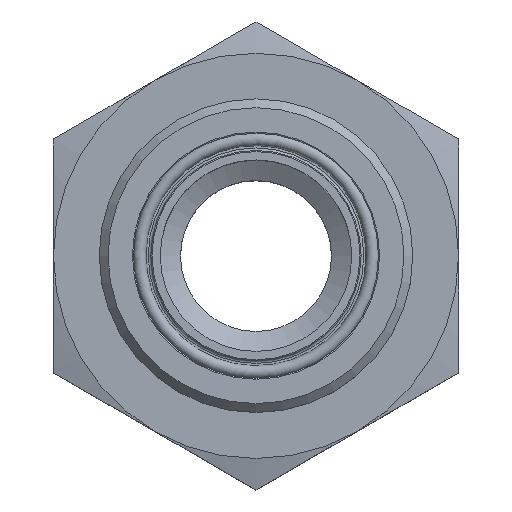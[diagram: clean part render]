
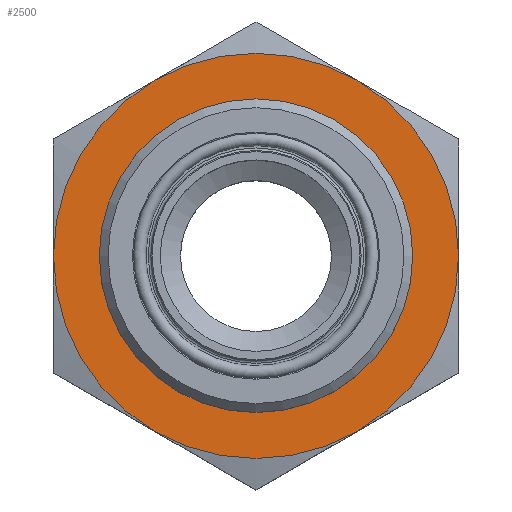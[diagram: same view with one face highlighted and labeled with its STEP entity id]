
A CAD part, top view. The second image highlights one B-rep face of the part: STEP entity #2500.
In plain terms, the highlighted planar face has unit normal (0, 0, 1).
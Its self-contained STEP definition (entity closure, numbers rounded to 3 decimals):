
#1114=CARTESIAN_POINT('',(-27.5,0.,34.0));
#1115=VERTEX_POINT('',#1114);
#1129=CARTESIAN_POINT('',(-13.75,-23.816,34.0));
#1130=VERTEX_POINT('',#1129);
#1144=CARTESIAN_POINT('',(0.,0.,34.0));
#1145=DIRECTION('',(0.0,0.0,1.0));
#1146=DIRECTION('',(-1.0,0.0,0.0));
#1147=AXIS2_PLACEMENT_3D('',#1144,#1145,#1146);
#1148=CIRCLE('',#1147,27.5);
#1149=EDGE_CURVE('',#1115,#1130,#1148,.T.);
#1161=CARTESIAN_POINT('',(-13.75,23.816,34.0));
#1162=VERTEX_POINT('',#1161);
#1189=CARTESIAN_POINT('',(0.,0.,34.0));
#1190=DIRECTION('',(0.0,0.0,1.0));
#1191=DIRECTION('',(-1.0,0.0,0.0));
#1192=AXIS2_PLACEMENT_3D('',#1189,#1190,#1191);
#1193=CIRCLE('',#1192,27.5);
#1194=EDGE_CURVE('',#1162,#1115,#1193,.T.);
#1206=CARTESIAN_POINT('',(13.75,23.816,34.0));
#1207=VERTEX_POINT('',#1206);
#1234=CARTESIAN_POINT('',(0.,0.,34.0));
#1235=DIRECTION('',(0.0,0.0,1.0));
#1236=DIRECTION('',(-1.0,0.0,0.0));
#1237=AXIS2_PLACEMENT_3D('',#1234,#1235,#1236);
#1238=CIRCLE('',#1237,27.5);
#1239=EDGE_CURVE('',#1207,#1162,#1238,.T.);
#1264=CARTESIAN_POINT('',(27.5,0.,34.0));
#1265=VERTEX_POINT('',#1264);
#1266=CARTESIAN_POINT('',(0.,0.,34.0));
#1267=DIRECTION('',(0.0,0.0,1.0));
#1268=DIRECTION('',(-1.0,0.0,0.0));
#1269=AXIS2_PLACEMENT_3D('',#1266,#1267,#1268);
#1270=CIRCLE('',#1269,27.5);
#1271=EDGE_CURVE('',#1265,#1207,#1270,.T.);
#1309=CARTESIAN_POINT('',(13.75,-23.816,34.0));
#1310=VERTEX_POINT('',#1309);
#1311=CARTESIAN_POINT('',(0.,0.,34.0));
#1312=DIRECTION('',(0.0,0.0,1.0));
#1313=DIRECTION('',(-1.0,0.0,0.0));
#1314=AXIS2_PLACEMENT_3D('',#1311,#1312,#1313);
#1315=CIRCLE('',#1314,27.5);
#1316=EDGE_CURVE('',#1310,#1265,#1315,.T.);
#1354=CARTESIAN_POINT('',(0.,0.,34.0));
#1355=DIRECTION('',(0.0,0.0,1.0));
#1356=DIRECTION('',(-1.0,0.0,0.0));
#1357=AXIS2_PLACEMENT_3D('',#1354,#1355,#1356);
#1358=CIRCLE('',#1357,27.5);
#1359=EDGE_CURVE('',#1130,#1310,#1358,.T.);
#2469=CARTESIAN_POINT('',(0.,21.075,34.0));
#2470=VERTEX_POINT('',#2469);
#2471=CARTESIAN_POINT('',(0.,0.,34.0));
#2472=DIRECTION('',(0.0,0.0,1.0));
#2473=DIRECTION('',(0.0,-1.0,0.0));
#2474=AXIS2_PLACEMENT_3D('',#2471,#2472,#2473);
#2475=CIRCLE('',#2474,21.075);
#2476=EDGE_CURVE('',#2470,#2470,#2475,.T.);
#2484=CARTESIAN_POINT('',(0.,0.,34.0));
#2485=DIRECTION('',(0.0,0.0,1.0));
#2486=DIRECTION('',(1.0,0.0,0.0));
#2487=AXIS2_PLACEMENT_3D('',#2484,#2485,#2486);
#2488=PLANE('',#2487);
#2489=ORIENTED_EDGE('',*,*,#1359,.T.);
#2490=ORIENTED_EDGE('',*,*,#1316,.T.);
#2491=ORIENTED_EDGE('',*,*,#1271,.T.);
#2492=ORIENTED_EDGE('',*,*,#1239,.T.);
#2493=ORIENTED_EDGE('',*,*,#1194,.T.);
#2494=ORIENTED_EDGE('',*,*,#1149,.T.);
#2495=EDGE_LOOP('',(#2489,#2490,#2491,#2492,#2493,#2494));
#2496=FACE_OUTER_BOUND('',#2495,.T.);
#2497=ORIENTED_EDGE('',*,*,#2476,.F.);
#2498=EDGE_LOOP('',(#2497));
#2499=FACE_BOUND('',#2498,.T.);
#2500=ADVANCED_FACE('',(#2496,#2499),#2488,.T.);
